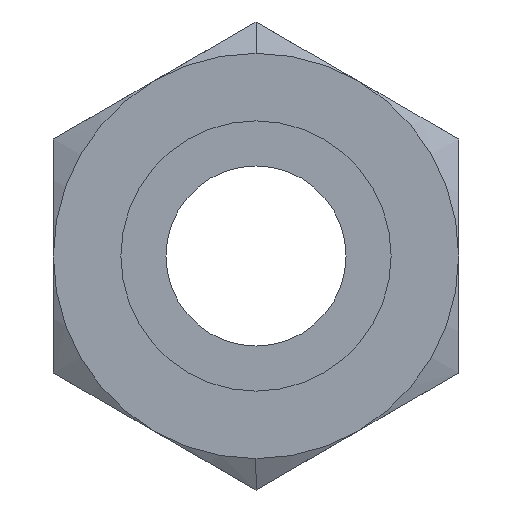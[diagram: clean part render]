
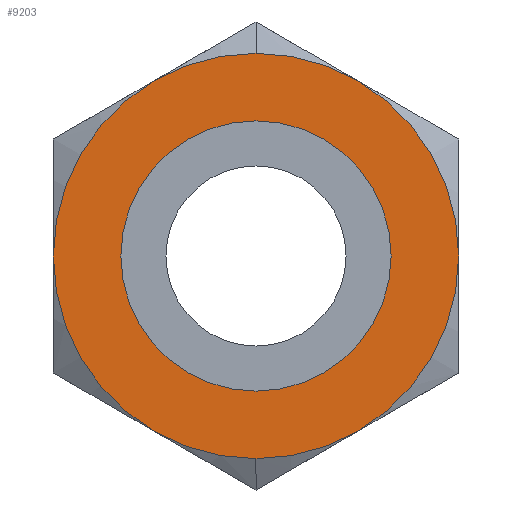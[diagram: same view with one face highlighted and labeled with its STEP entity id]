
A CAD part, left-side view. The second image highlights one B-rep face of the part: STEP entity #9203.
In plain terms, the highlighted planar face has unit normal (-1, 0, 0).
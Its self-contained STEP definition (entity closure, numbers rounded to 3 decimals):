
#300 = DIRECTION ( 'NONE',  ( 0., 0., -1. ) ) ;
#569 = DIRECTION ( 'NONE',  ( 1., 0., 0. ) ) ;
#937 = AXIS2_PLACEMENT_3D ( 'NONE', #8969, #10805, #3296 ) ;
#942 = EDGE_LOOP ( 'NONE', ( #5535, #6073 ) ) ;
#950 = EDGE_CURVE ( 'NONE', #6394, #1543, #8232, .T. ) ;
#1086 = EDGE_CURVE ( 'NONE', #1543, #6394, #5629, .T. ) ;
#1119 = ORIENTED_EDGE ( 'NONE', *, *, #1086, .F. ) ;
#1126 = DIRECTION ( 'NONE',  ( 1., 0., 0. ) ) ;
#1185 = DIRECTION ( 'NONE',  ( -1., 0., 0. ) ) ;
#1543 = VERTEX_POINT ( 'NONE', #5680 ) ;
#1564 = DIRECTION ( 'NONE',  ( 0., 0., -1. ) ) ;
#1955 = FACE_OUTER_BOUND ( 'NONE', #3193, .T. ) ;
#2215 = EDGE_CURVE ( 'NONE', #6100, #3023, #5276, .T. ) ;
#3023 = VERTEX_POINT ( 'NONE', #9764 ) ;
#3193 = EDGE_LOOP ( 'NONE', ( #1119, #9183 ) ) ;
#3296 = DIRECTION ( 'NONE',  ( 0., 0., 1. ) ) ;
#3546 = AXIS2_PLACEMENT_3D ( 'NONE', #7573, #1126, #300 ) ;
#3713 = AXIS2_PLACEMENT_3D ( 'NONE', #5588, #9707, #1564 ) ;
#4359 = CARTESIAN_POINT ( 'NONE',  ( 0., 0., -14.285 ) ) ;
#5276 = CIRCLE ( 'NONE', #3713, 9.525 ) ;
#5535 = ORIENTED_EDGE ( 'NONE', *, *, #2215, .T. ) ;
#5588 = CARTESIAN_POINT ( 'NONE',  ( 0., 0., 0. ) ) ;
#5629 = CIRCLE ( 'NONE', #937, 14.285 ) ;
#5680 = CARTESIAN_POINT ( 'NONE',  ( 0., 0., 14.285 ) ) ;
#5899 = CARTESIAN_POINT ( 'NONE',  ( 0., 0., 7.143 ) ) ;
#6073 = ORIENTED_EDGE ( 'NONE', *, *, #8083, .T. ) ;
#6100 = VERTEX_POINT ( 'NONE', #8198 ) ;
#6308 = DIRECTION ( 'NONE',  ( 0., 0., 1. ) ) ;
#6394 = VERTEX_POINT ( 'NONE', #4359 ) ;
#6473 = CARTESIAN_POINT ( 'NONE',  ( 0., 0., 0. ) ) ;
#6912 = AXIS2_PLACEMENT_3D ( 'NONE', #5899, #1185, #7067 ) ;
#7014 = FACE_BOUND ( 'NONE', #942, .T. ) ;
#7067 = DIRECTION ( 'NONE',  ( 0., 0., 1. ) ) ;
#7573 = CARTESIAN_POINT ( 'NONE',  ( 0., 0., 0. ) ) ;
#8083 = EDGE_CURVE ( 'NONE', #3023, #6100, #9881, .T. ) ;
#8198 = CARTESIAN_POINT ( 'NONE',  ( 0., 0., -9.525 ) ) ;
#8232 = CIRCLE ( 'NONE', #3546, 14.285 ) ;
#8298 = AXIS2_PLACEMENT_3D ( 'NONE', #6473, #569, #6308 ) ;
#8665 = PLANE ( 'NONE',  #6912 ) ;
#8969 = CARTESIAN_POINT ( 'NONE',  ( 0., 0., 0. ) ) ;
#9183 = ORIENTED_EDGE ( 'NONE', *, *, #950, .F. ) ;
#9203 = ADVANCED_FACE ( 'NONE', ( #7014, #1955 ), #8665, .T. ) ;
#9707 = DIRECTION ( 'NONE',  ( 1., 0., 0. ) ) ;
#9764 = CARTESIAN_POINT ( 'NONE',  ( 0., 0., 9.525 ) ) ;
#9881 = CIRCLE ( 'NONE', #8298, 9.525 ) ;
#10805 = DIRECTION ( 'NONE',  ( 1., 0., 0. ) ) ;
